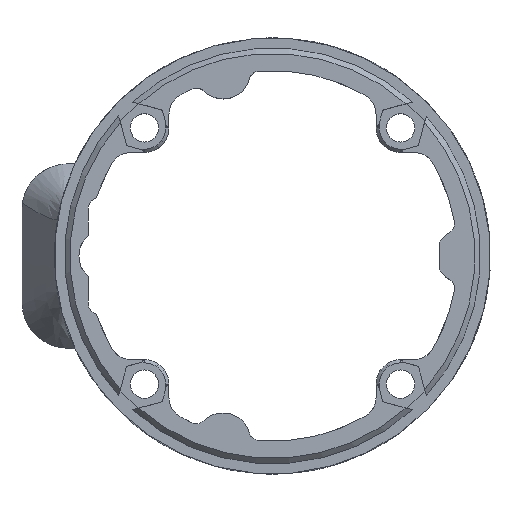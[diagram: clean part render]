
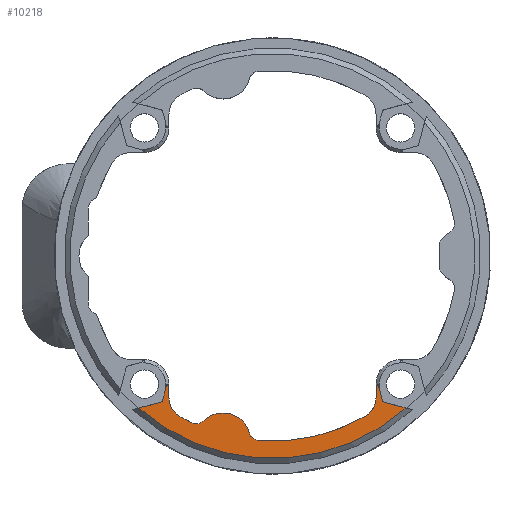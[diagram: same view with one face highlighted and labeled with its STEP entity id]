
A CAD part, top view. The second image highlights one B-rep face of the part: STEP entity #10218.
In plain terms, the highlighted planar face has unit normal (0, 0, 1).
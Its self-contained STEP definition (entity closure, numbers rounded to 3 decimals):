
#208=PLANE('',#10971);
#633=LINE('',#24530,#1210);
#634=LINE('',#24534,#1211);
#635=LINE('',#24545,#1212);
#636=LINE('',#24562,#1213);
#637=LINE('',#24571,#1214);
#638=LINE('',#24575,#1215);
#1210=VECTOR('',#12672,10.);
#1211=VECTOR('',#12675,10.);
#1212=VECTOR('',#12676,10.);
#1213=VECTOR('',#12677,10.);
#1214=VECTOR('',#12686,10.);
#1215=VECTOR('',#12689,10.);
#2120=B_SPLINE_CURVE_WITH_KNOTS('',3,(#24536,#24537,#24538,#24539,#24540,
#24541,#24542,#24543),.UNSPECIFIED.,.F.,.F.,(4,2,2,4),(-0.036,
-0.017,-0.008,0.),.UNSPECIFIED.);
#2121=B_SPLINE_CURVE_WITH_KNOTS('',3,(#24547,#24548,#24549,#24550,#24551,
#24552,#24553,#24554,#24555,#24556,#24557,#24558,#24559,#24560),
 .UNSPECIFIED.,.F.,.F.,(4,2,2,2,2,2,4),(-0.345,-0.249,
-0.186,-0.123,-0.081,-0.054,
-0.051),.UNSPECIFIED.);
#2122=B_SPLINE_CURVE_WITH_KNOTS('',3,(#24576,#24577,#24578,#24579,#24580,
#24581,#24582,#24583),.UNSPECIFIED.,.F.,.F.,(4,2,2,4),(-0.009,
-0.007,-0.005,0.),.UNSPECIFIED.);
#2786=FACE_OUTER_BOUND('',#3385,.T.);
#3385=EDGE_LOOP('',(#8711,#8712,#8713,#8714,#8715,#8716,#8717,#8718,#8719,
#8720,#8721,#8722,#8723,#8724,#8725,#8726,#8727,#8728));
#3800=CIRCLE('',#10801,34.);
#3801=CIRCLE('',#10811,2.);
#3862=CIRCLE('',#10941,5.);
#3885=CIRCLE('',#10972,37.15);
#3886=CIRCLE('',#10973,4.);
#3887=CIRCLE('',#10974,2.);
#3888=CIRCLE('',#10975,34.);
#3889=CIRCLE('',#10976,4.);
#3890=CIRCLE('',#10977,0.35);
#4468=VERTEX_POINT('',#19281);
#4469=VERTEX_POINT('',#19283);
#4483=VERTEX_POINT('',#19581);
#4677=VERTEX_POINT('',#24135);
#4737=VERTEX_POINT('',#24528);
#4738=VERTEX_POINT('',#24529);
#4739=VERTEX_POINT('',#24531);
#4740=VERTEX_POINT('',#24533);
#4741=VERTEX_POINT('',#24535);
#4742=VERTEX_POINT('',#24544);
#4743=VERTEX_POINT('',#24546);
#4744=VERTEX_POINT('',#24561);
#4745=VERTEX_POINT('',#24564);
#4746=VERTEX_POINT('',#24566);
#4747=VERTEX_POINT('',#24568);
#4748=VERTEX_POINT('',#24570);
#4749=VERTEX_POINT('',#24572);
#4750=VERTEX_POINT('',#24574);
#5741=EDGE_CURVE('',#4469,#4468,#3800,.T.);
#5769=EDGE_CURVE('',#4483,#4468,#3801,.T.);
#6094=EDGE_CURVE('',#4483,#4677,#3862,.T.);
#6166=EDGE_CURVE('',#4737,#4738,#633,.T.);
#6167=EDGE_CURVE('',#4738,#4739,#3885,.F.);
#6168=EDGE_CURVE('',#4739,#4740,#634,.T.);
#6169=EDGE_CURVE('',#4740,#4741,#2120,.T.);
#6170=EDGE_CURVE('',#4741,#4742,#635,.T.);
#6171=EDGE_CURVE('',#4742,#4743,#2121,.T.);
#6172=EDGE_CURVE('',#4743,#4744,#636,.T.);
#6173=EDGE_CURVE('',#4744,#4469,#3886,.T.);
#6174=EDGE_CURVE('',#4745,#4677,#3887,.T.);
#6175=EDGE_CURVE('',#4745,#4746,#3888,.T.);
#6176=EDGE_CURVE('',#4746,#4747,#3889,.T.);
#6177=EDGE_CURVE('',#4747,#4748,#637,.T.);
#6178=EDGE_CURVE('',#4748,#4749,#3890,.T.);
#6179=EDGE_CURVE('',#4749,#4750,#638,.T.);
#6180=EDGE_CURVE('',#4750,#4737,#2122,.T.);
#8711=ORIENTED_EDGE('',*,*,#6166,.T.);
#8712=ORIENTED_EDGE('',*,*,#6167,.T.);
#8713=ORIENTED_EDGE('',*,*,#6168,.T.);
#8714=ORIENTED_EDGE('',*,*,#6169,.T.);
#8715=ORIENTED_EDGE('',*,*,#6170,.T.);
#8716=ORIENTED_EDGE('',*,*,#6171,.T.);
#8717=ORIENTED_EDGE('',*,*,#6172,.T.);
#8718=ORIENTED_EDGE('',*,*,#6173,.T.);
#8719=ORIENTED_EDGE('',*,*,#5741,.T.);
#8720=ORIENTED_EDGE('',*,*,#5769,.F.);
#8721=ORIENTED_EDGE('',*,*,#6094,.T.);
#8722=ORIENTED_EDGE('',*,*,#6174,.F.);
#8723=ORIENTED_EDGE('',*,*,#6175,.T.);
#8724=ORIENTED_EDGE('',*,*,#6176,.T.);
#8725=ORIENTED_EDGE('',*,*,#6177,.T.);
#8726=ORIENTED_EDGE('',*,*,#6178,.T.);
#8727=ORIENTED_EDGE('',*,*,#6179,.T.);
#8728=ORIENTED_EDGE('',*,*,#6180,.T.);
#10218=ADVANCED_FACE('',(#2786),#208,.F.);
#10801=AXIS2_PLACEMENT_3D('',#19284,#12185,#12186);
#10811=AXIS2_PLACEMENT_3D('',#19583,#12214,#12215);
#10941=AXIS2_PLACEMENT_3D('',#24137,#12579,#12580);
#10971=AXIS2_PLACEMENT_3D('',#24527,#12670,#12671);
#10972=AXIS2_PLACEMENT_3D('',#24532,#12673,#12674);
#10973=AXIS2_PLACEMENT_3D('',#24563,#12678,#12679);
#10974=AXIS2_PLACEMENT_3D('',#24565,#12680,#12681);
#10975=AXIS2_PLACEMENT_3D('',#24567,#12682,#12683);
#10976=AXIS2_PLACEMENT_3D('',#24569,#12684,#12685);
#10977=AXIS2_PLACEMENT_3D('',#24573,#12687,#12688);
#12185=DIRECTION('center_axis',(0.,0.,
-1.));
#12186=DIRECTION('ref_axis',(0.509,-0.861,0.));
#12214=DIRECTION('center_axis',(0.,0.,
1.));
#12215=DIRECTION('ref_axis',(-0.633,-0.775,0.));
#12579=DIRECTION('center_axis',(0.,0.,
1.));
#12580=DIRECTION('ref_axis',(-0.854,0.52,0.));
#12670=DIRECTION('center_axis',(0.,0.,
-1.));
#12671=DIRECTION('ref_axis',(-1.,0.,0.));
#12672=DIRECTION('',(-0.966,-0.259,0.));
#12673=DIRECTION('center_axis',(0.,0.,
-1.));
#12674=DIRECTION('ref_axis',(0.,-1.,0.));
#12675=DIRECTION('',(-0.966,0.259,0.));
#12676=DIRECTION('',(-0.259,0.966,0.));
#12677=DIRECTION('',(0.,-1.,0.));
#12678=DIRECTION('center_axis',(0.,0.,
-1.));
#12679=DIRECTION('ref_axis',(0.866,-0.5,0.));
#12680=DIRECTION('center_axis',(0.,0.,
1.));
#12681=DIRECTION('ref_axis',(0.161,-0.987,0.));
#12682=DIRECTION('center_axis',(0.,0.,
-1.));
#12683=DIRECTION('ref_axis',(0.509,-0.861,0.));
#12684=DIRECTION('center_axis',(0.,0.,
-1.));
#12685=DIRECTION('ref_axis',(-0.866,-0.5,0.));
#12686=DIRECTION('',(0.,1.,0.));
#12687=DIRECTION('center_axis',(0.,0.,
1.));
#12688=DIRECTION('ref_axis',(-0.966,0.259,0.));
#12689=DIRECTION('',(-0.259,-0.966,0.));
#19281=CARTESIAN_POINT('',(-2.464,-33.911,19.));
#19283=CARTESIAN_POINT('',(17.004,-29.442,19.));
#19284=CARTESIAN_POINT('Origin',(0.,0.,
19.));
#19581=CARTESIAN_POINT('',(-4.245,-32.456,19.));
#19583=CARTESIAN_POINT('Origin',(-2.319,-31.916,19.));
#24135=CARTESIAN_POINT('',(-12.552,-30.23,19.));
#24137=CARTESIAN_POINT('Origin',(-9.059,-33.807,19.));
#24527=CARTESIAN_POINT('Origin',(-3.194,0.196,19.));
#24528=CARTESIAN_POINT('',(-20.337,-26.8,19.));
#24529=CARTESIAN_POINT('',(-24.51,-27.918,19.));
#24530=CARTESIAN_POINT('',(-11.018,-24.303,19.));
#24531=CARTESIAN_POINT('',(24.514,-27.914,19.));
#24532=CARTESIAN_POINT('Origin',(0.,0.,
19.));
#24533=CARTESIAN_POINT('',(20.354,-26.8,19.));
#24534=CARTESIAN_POINT('',(8.211,-23.546,19.));
#24535=CARTESIAN_POINT('',(20.213,-26.658,19.));
#24536=CARTESIAN_POINT('Ctrl Pts',(20.354,-26.8,19.));
#24537=CARTESIAN_POINT('Ctrl Pts',(20.34,-26.796,19.));
#24538=CARTESIAN_POINT('Ctrl Pts',(20.316,-26.788,19.));
#24539=CARTESIAN_POINT('Ctrl Pts',(20.278,-26.761,19.));
#24540=CARTESIAN_POINT('Ctrl Pts',(20.26,-26.746,19.));
#24541=CARTESIAN_POINT('Ctrl Pts',(20.231,-26.705,19.));
#24542=CARTESIAN_POINT('Ctrl Pts',(20.22,-26.683,19.));
#24543=CARTESIAN_POINT('Ctrl Pts',(20.213,-26.658,19.));
#24544=CARTESIAN_POINT('',(19.492,-23.966,19.));
#24545=CARTESIAN_POINT('',(16.094,-11.284,19.));
#24546=CARTESIAN_POINT('',(19.004,-23.741,19.));
#24547=CARTESIAN_POINT('Ctrl Pts',(19.492,-23.966,19.));
#24548=CARTESIAN_POINT('Ctrl Pts',(19.482,-23.932,19.));
#24549=CARTESIAN_POINT('Ctrl Pts',(19.468,-23.898,19.));
#24550=CARTESIAN_POINT('Ctrl Pts',(19.436,-23.848,19.));
#24551=CARTESIAN_POINT('Ctrl Pts',(19.415,-23.82,19.));
#24552=CARTESIAN_POINT('Ctrl Pts',(19.349,-23.763,19.));
#24553=CARTESIAN_POINT('Ctrl Pts',(19.31,-23.741,19.));
#24554=CARTESIAN_POINT('Ctrl Pts',(19.241,-23.717,19.));
#24555=CARTESIAN_POINT('Ctrl Pts',(19.198,-23.706,19.));
#24556=CARTESIAN_POINT('Ctrl Pts',(19.112,-23.708,19.));
#24557=CARTESIAN_POINT('Ctrl Pts',(19.068,-23.714,19.));
#24558=CARTESIAN_POINT('Ctrl Pts',(19.015,-23.736,19.));
#24559=CARTESIAN_POINT('Ctrl Pts',(19.009,-23.738,19.));
#24560=CARTESIAN_POINT('Ctrl Pts',(19.004,-23.741,19.));
#24561=CARTESIAN_POINT('',(19.004,-25.979,19.));
#24562=CARTESIAN_POINT('',(19.004,-12.602,19.));
#24563=CARTESIAN_POINT('Origin',(15.004,-25.979,19.));
#24564=CARTESIAN_POINT('',(-14.821,-30.599,19.));
#24565=CARTESIAN_POINT('Origin',(-13.95,-28.799,19.));
#24566=CARTESIAN_POINT('',(-16.996,-29.447,19.));
#24567=CARTESIAN_POINT('Origin',(0.,0.,
19.));
#24568=CARTESIAN_POINT('',(-18.996,-25.983,19.));
#24569=CARTESIAN_POINT('Origin',(-14.996,-25.983,19.));
#24570=CARTESIAN_POINT('',(-18.996,-23.78,19.));
#24571=CARTESIAN_POINT('',(-18.996,-11.657,19.));
#24572=CARTESIAN_POINT('',(-19.484,-24.005,19.));
#24573=CARTESIAN_POINT('Origin',(-19.146,-24.096,19.));
#24574=CARTESIAN_POINT('',(-20.195,-26.658,19.));
#24575=CARTESIAN_POINT('',(-16.279,-12.041,19.));
#24576=CARTESIAN_POINT('Ctrl Pts',(-20.195,-26.658,
19.));
#24577=CARTESIAN_POINT('Ctrl Pts',(-20.201,-26.68,
19.));
#24578=CARTESIAN_POINT('Ctrl Pts',(-20.211,-26.701,19.));
#24579=CARTESIAN_POINT('Ctrl Pts',(-20.239,-26.741,
19.));
#24580=CARTESIAN_POINT('Ctrl Pts',(-20.255,-26.757,
19.));
#24581=CARTESIAN_POINT('Ctrl Pts',(-20.296,-26.787,
19.));
#24582=CARTESIAN_POINT('Ctrl Pts',(-20.321,-26.795,
19.));
#24583=CARTESIAN_POINT('Ctrl Pts',(-20.337,-26.8,
19.));
